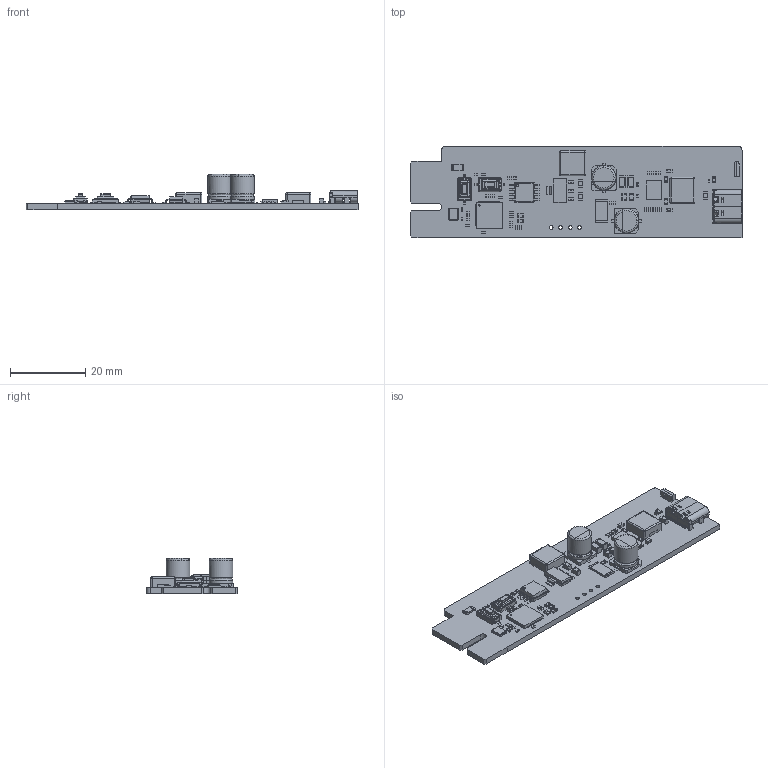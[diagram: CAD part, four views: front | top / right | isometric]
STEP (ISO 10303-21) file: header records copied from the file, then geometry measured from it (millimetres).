
FILE_DESCRIPTION(('KiCad electronic assembly'),'2;1');
FILE_NAME('charger-module.step','2024-07-10T14:37:44',('Pcbnew'),( 'Kicad'),'Open CASCADE STEP processor 7.6','KiCad to STEP converter' ,'Unknown');
FILE_SCHEMA(('AUTOMOTIVE_DESIGN { 1 0 10303 214 1 1 1 1 }'));
Length unit declared in the file: millimetre
Products named in the file (38): charger-module 1; C_0402_1005Metric; USB_C_Receptacle_GCT_USB4105-xx-A_16P_TopMnt_Horizontal; USB_C_Receptacle_16P_TopMnt_Horizontal_GCT_USB4105-xx-A; R_0603_1608Metric; C_1206_3216Metric; R_0402_1005Metric; SW_Tactile_SPST_NO_Straight_CK_PTS636Sx25SMTRLFS; PTS636Sx25SMTRLFS; L_Sunlord_MWSA0603S; CQ assembly; CP_Elec_6.3x7.7; CP_Elec_63x77; SOT-223; SOT_223; C_0805_2012Metric; MPQ4242; ASSEMBLY; Fuse_1206_3216Metric; QFN-56-1EP_7x7mm_P0.4mm_EP3.2x3.2mm; QFN_56_1EP_7x7mm_P04mm_EP32x32mm; Crystal_SMD_3225-4Pin_3.2x2.5mm; 4691; C_0603_1608Metric; R_2512_6332Metric; SOIC-8_5.275x5.275mm_P1.27mm; SOIC_8_5275x5275mm_P127mm; kibot_5p02tc5k_PCB
Assembly tree (84 placements, depth 3):
  charger-module 1
    C_0402_1005Metric  x24
      C_0402_1005Metric
    USB_C_Receptacle_GCT_USB4105-xx-A_16P_TopMnt_Horizontal
      USB_C_Receptacle_16P_TopMnt_Horizontal_GCT_USB4105-xx-A
    R_0603_1608Metric  x5
      R_0603_1608Metric
    C_1206_3216Metric  x2
      C_1206_3216Metric
    R_0402_1005Metric  x12
      R_0402_1005Metric
    SW_Tactile_SPST_NO_Straight_CK_PTS636Sx25SMTRLFS  x2
      PTS636Sx25SMTRLFS
    L_Sunlord_MWSA0603S  x2
      CQ assembly
    CP_Elec_6.3x7.7  x2
      CP_Elec_63x77
    SOT-223
      SOT_223
    C_0805_2012Metric  x5
      C_0805_2012Metric
    MPQ4242
      ASSEMBLY
    Fuse_1206_3216Metric
      Fuse_1206_3216Metric
    QFN-56-1EP_7x7mm_P0.4mm_EP3.2x3.2mm
      QFN_56_1EP_7x7mm_P04mm_EP32x32mm
    Crystal_SMD_3225-4Pin_3.2x2.5mm
      Crystal_SMD_3225-4Pin_3.2x2.5mm
    4691
      4691
    C_0603_1608Metric  x2
      C_0603_1608Metric
    R_2512_6332Metric
      R_2512_6332Metric
    SOIC-8_5.275x5.275mm_P1.27mm
      SOIC_8_5275x5275mm_P127mm
    kibot_5p02tc5k_PCB
Bounding box: 88.4 x 24.3 x 9.36 mm (x, y, z)
Volume: 4512.5 mm3; surface area: 7188.8 mm2
Topology: 144 solids, 144 shells, 3576 faces, 9137 edges, 5892 vertices
Faces by surface type: plane 2527, cylinder 931, bspline 76, sphere 24, cone 8, torus 8, revolution 2
Full cylindrical faces by diameter (mm): 0.4 x1, 0.5 x2, 0.6 x1, 0.65 x2, 1 x4, 6.3 x4
Entity records: 72706 total; most frequent: CARTESIAN_POINT 11507, ORIENTED_EDGE 10492, DIRECTION 10129, EDGE_CURVE 5246, LINE 4362, VECTOR 4362, VERTEX_POINT 3371, AXIS2_PLACEMENT_3D 2883
